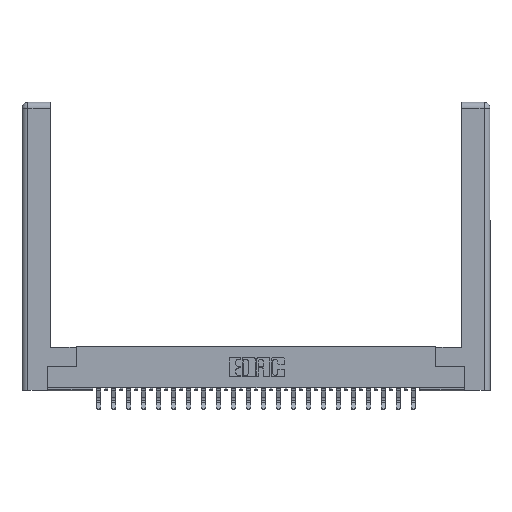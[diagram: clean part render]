
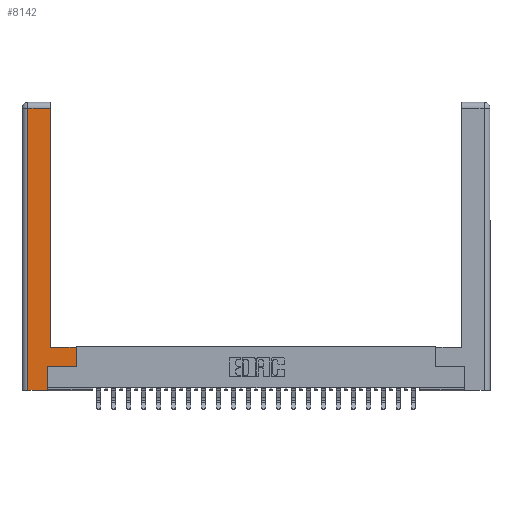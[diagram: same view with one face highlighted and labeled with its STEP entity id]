
A CAD part, top view. The second image highlights one B-rep face of the part: STEP entity #8142.
In plain terms, the highlighted planar face has unit normal (0, 0, 1).
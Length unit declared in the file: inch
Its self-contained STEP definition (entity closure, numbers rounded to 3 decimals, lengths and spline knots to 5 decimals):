
#67 = CARTESIAN_POINT ( 'NONE',  ( 0.295, 2.94, 0. ) ) ;
#137 = LINE ( 'NONE', #5540, #25083 ) ;
#224 = LINE ( 'NONE', #6783, #21318 ) ;
#1108 = EDGE_CURVE ( 'NONE', #17404, #4331, #26657, .T. ) ;
#1162 = FACE_OUTER_BOUND ( 'NONE', #6998, .T. ) ;
#1527 = CARTESIAN_POINT ( 'NONE',  ( 0.265, 0., 0. ) ) ;
#1637 = DIRECTION ( 'NONE',  ( -1., 0., 0. ) ) ;
#1729 = ORIENTED_EDGE ( 'NONE', *, *, #7743, .T. ) ;
#1981 = ORIENTED_EDGE ( 'NONE', *, *, #11685, .T. ) ;
#2405 = AXIS2_PLACEMENT_3D ( 'NONE', #6067, #28490, #15019 ) ;
#2630 = VECTOR ( 'NONE', #11667, 39.37008 ) ;
#3249 = EDGE_CURVE ( 'NONE', #28323, #4092, #8604, .T. ) ;
#3268 = ORIENTED_EDGE ( 'NONE', *, *, #17943, .T. ) ;
#3449 = VERTEX_POINT ( 'NONE', #20262 ) ;
#3515 = ORIENTED_EDGE ( 'NONE', *, *, #27287, .T. ) ;
#4092 = VERTEX_POINT ( 'NONE', #13217 ) ;
#4320 = VECTOR ( 'NONE', #23906, 39.37008 ) ;
#4331 = VERTEX_POINT ( 'NONE', #67 ) ;
#4781 = VERTEX_POINT ( 'NONE', #6840 ) ;
#5540 = CARTESIAN_POINT ( 'NONE',  ( 0.0615, 2.94, 0. ) ) ;
#5704 = ORIENTED_EDGE ( 'NONE', *, *, #18935, .T. ) ;
#5736 = LINE ( 'NONE', #12124, #16973 ) ;
#6067 = CARTESIAN_POINT ( 'NONE',  ( 0., 0., 0. ) ) ;
#6597 = LINE ( 'NONE', #13800, #23819 ) ;
#6783 = CARTESIAN_POINT ( 'NONE',  ( 0.565, 0.45, 0. ) ) ;
#6840 = CARTESIAN_POINT ( 'NONE',  ( 0.0615, 2.94, 0. ) ) ;
#6998 = EDGE_LOOP ( 'NONE', ( #19582, #3268, #3515, #5704, #20200, #13138, #1981, #1729 ) ) ;
#7743 = EDGE_CURVE ( 'NONE', #28107, #17404, #14174, .T. ) ;
#8142 = ADVANCED_FACE ( 'NONE', ( #1162 ), #16966, .F. ) ;
#8604 = LINE ( 'NONE', #25111, #2630 ) ;
#9291 = DIRECTION ( 'NONE',  ( 0., 1., 0. ) ) ;
#11361 = DIRECTION ( 'NONE',  ( 0., -1., 0. ) ) ;
#11667 = DIRECTION ( 'NONE',  ( 1., 0., 0. ) ) ;
#11685 = EDGE_CURVE ( 'NONE', #4092, #28107, #224, .T. ) ;
#12124 = CARTESIAN_POINT ( 'NONE',  ( 0.265, 0.245, 0. ) ) ;
#13138 = ORIENTED_EDGE ( 'NONE', *, *, #3249, .T. ) ;
#13217 = CARTESIAN_POINT ( 'NONE',  ( 0.565, 0.245, 0. ) ) ;
#13800 = CARTESIAN_POINT ( 'NONE',  ( 0.0615, 0., 0. ) ) ;
#14174 = LINE ( 'NONE', #28163, #14527 ) ;
#14527 = VECTOR ( 'NONE', #1637, 39.37008 ) ;
#15019 = DIRECTION ( 'NONE',  ( -1., 0., 0. ) ) ;
#15938 = CARTESIAN_POINT ( 'NONE',  ( 0.295, 3., 0. ) ) ;
#16800 = CARTESIAN_POINT ( 'NONE',  ( 0.295, 0.45, 0. ) ) ;
#16966 = PLANE ( 'NONE',  #2405 ) ;
#16973 = VECTOR ( 'NONE', #27850, 39.37008 ) ;
#17404 = VERTEX_POINT ( 'NONE', #16800 ) ;
#17943 = EDGE_CURVE ( 'NONE', #4331, #4781, #137, .T. ) ;
#18544 = EDGE_CURVE ( 'NONE', #28738, #28323, #5736, .T. ) ;
#18935 = EDGE_CURVE ( 'NONE', #3449, #28738, #28220, .T. ) ;
#19582 = ORIENTED_EDGE ( 'NONE', *, *, #1108, .T. ) ;
#20034 = CARTESIAN_POINT ( 'NONE',  ( 0.265, 0.245, 0. ) ) ;
#20200 = ORIENTED_EDGE ( 'NONE', *, *, #18544, .T. ) ;
#20262 = CARTESIAN_POINT ( 'NONE',  ( 0.0615, 0., 0. ) ) ;
#21318 = VECTOR ( 'NONE', #26826, 39.37008 ) ;
#21738 = VECTOR ( 'NONE', #9291, 39.37008 ) ;
#22898 = CARTESIAN_POINT ( 'NONE',  ( 0.565, 0.45, 0. ) ) ;
#23526 = CARTESIAN_POINT ( 'NONE',  ( 0.265, 0., 0. ) ) ;
#23816 = DIRECTION ( 'NONE',  ( -1., 0., 0. ) ) ;
#23819 = VECTOR ( 'NONE', #11361, 39.37008 ) ;
#23906 = DIRECTION ( 'NONE',  ( 1., 0., 0. ) ) ;
#25083 = VECTOR ( 'NONE', #23816, 39.37008 ) ;
#25111 = CARTESIAN_POINT ( 'NONE',  ( 0.565, 0.245, 0. ) ) ;
#26657 = LINE ( 'NONE', #15938, #21738 ) ;
#26826 = DIRECTION ( 'NONE',  ( 0., 1., 0. ) ) ;
#27287 = EDGE_CURVE ( 'NONE', #4781, #3449, #6597, .T. ) ;
#27850 = DIRECTION ( 'NONE',  ( 0., 1., 0. ) ) ;
#28107 = VERTEX_POINT ( 'NONE', #22898 ) ;
#28163 = CARTESIAN_POINT ( 'NONE',  ( 0.295, 0.45, 0. ) ) ;
#28220 = LINE ( 'NONE', #23526, #4320 ) ;
#28323 = VERTEX_POINT ( 'NONE', #20034 ) ;
#28490 = DIRECTION ( 'NONE',  ( 0., 0., -1. ) ) ;
#28738 = VERTEX_POINT ( 'NONE', #1527 ) ;
